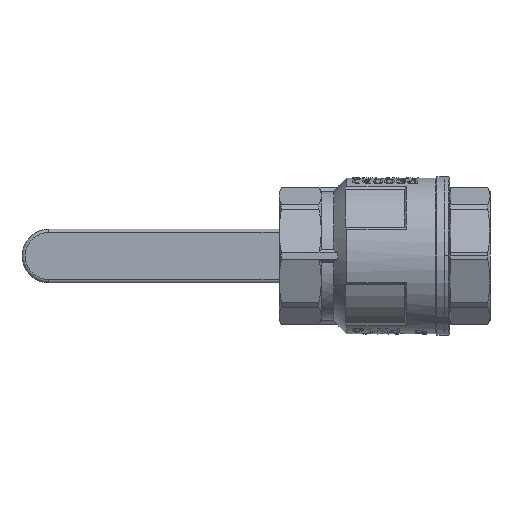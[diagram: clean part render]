
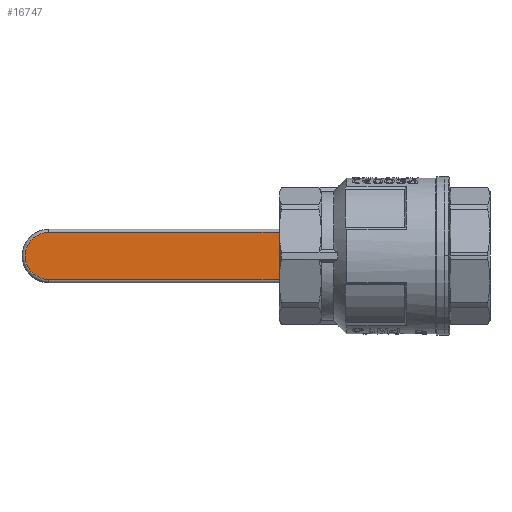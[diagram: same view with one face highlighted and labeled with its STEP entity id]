
A CAD part, front view. The second image highlights one B-rep face of the part: STEP entity #16747.
In plain terms, the highlighted planar face has unit normal (0, -1, 0).
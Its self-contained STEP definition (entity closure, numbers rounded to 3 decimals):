
#936=PLANE('',#18195);
#1473=CIRCLE('',#18164,14.5);
#7374=ORIENTED_EDGE('',*,*,#10196,.T.);
#7375=ORIENTED_EDGE('',*,*,#10118,.T.);
#7376=ORIENTED_EDGE('',*,*,#10115,.T.);
#7377=ORIENTED_EDGE('',*,*,#10112,.T.);
#10112=EDGE_CURVE('',#11886,#11884,#12774,.T.);
#10115=EDGE_CURVE('',#11888,#11886,#1473,.T.);
#10118=EDGE_CURVE('',#11890,#11888,#12776,.T.);
#10196=EDGE_CURVE('',#11884,#11890,#12836,.T.);
#11884=VERTEX_POINT('',#74200);
#11886=VERTEX_POINT('',#74206);
#11888=VERTEX_POINT('',#74212);
#11890=VERTEX_POINT('',#74218);
#12774=LINE('',#74209,#13624);
#12776=LINE('',#74221,#13626);
#12836=LINE('',#74396,#13686);
#13624=VECTOR('',#21519,1000.);
#13626=VECTOR('',#21533,1000.);
#13686=VECTOR('',#21649,1000.);
#14714=EDGE_LOOP('',(#7374,#7375,#7376,#7377));
#15744=FACE_BOUND('',#14714,.T.);
#16747=ADVANCED_FACE('',(#15744),#936,.F.);
#18164=AXIS2_PLACEMENT_3D('',#74215,#21526,#21527);
#18195=AXIS2_PLACEMENT_3D('',#74398,#21651,#21652);
#21519=DIRECTION('',(-1.,0.,0.));
#21526=DIRECTION('',(0.,-1.,0.));
#21527=DIRECTION('',(-1.,0.,0.));
#21533=DIRECTION('',(1.,0.,0.));
#21649=DIRECTION('',(0.,0.,-1.));
#21651=DIRECTION('',(0.,1.,0.));
#21652=DIRECTION('',(-1.,0.,0.));
#74200=CARTESIAN_POINT('',(56.42,21.5,14.5));
#74206=CARTESIAN_POINT('',(207.,21.5,14.5));
#74209=CARTESIAN_POINT('',(56.42,21.5,14.5));
#74212=CARTESIAN_POINT('',(207.,21.5,-14.5));
#74215=CARTESIAN_POINT('',(207.,21.5,0.));
#74218=CARTESIAN_POINT('',(56.42,21.5,-14.5));
#74221=CARTESIAN_POINT('',(207.,21.5,-14.5));
#74396=CARTESIAN_POINT('',(56.42,21.5,100.));
#74398=CARTESIAN_POINT('',(50.,21.5,100.));
